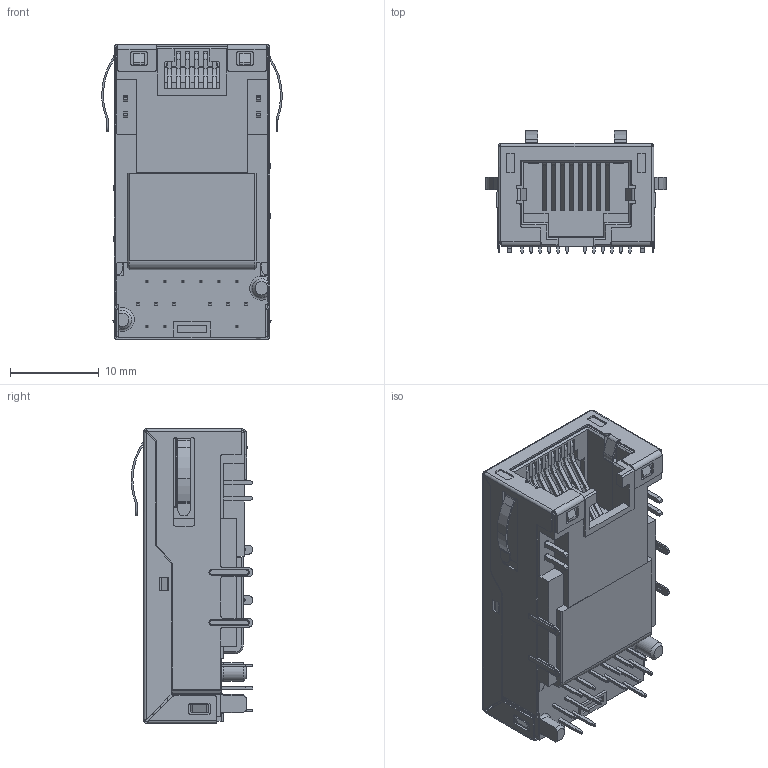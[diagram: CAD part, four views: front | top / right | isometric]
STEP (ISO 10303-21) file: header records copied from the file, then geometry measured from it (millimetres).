
FILE_DESCRIPTION((''),'2;1');
FILE_NAME('RJ_45-30817_ASM','2016-10-31T',('d29855'),(''),'CREO PARAMETRIC BY PTC INC, 2014500','CREO PARAMETRIC BY PTC INC, 2014500','');
FILE_SCHEMA(('CONFIG_CONTROL_DESIGN'));
Length unit declared in the file: millimetre
Products named in the file (1): RJ_45-30817_ASM
Bounding box: 20.41 x 13.76 x 33.27 mm (x, y, z)
Volume: 4995.6 mm3; surface area: 5392 mm2
Topology: 3 solids, 4 shells, 1362 faces, 3621 edges, 2285 vertices
Faces by surface type: plane 1018, cylinder 277, bspline 34, torus 26, cone 7
Entity records: 42768 total; most frequent: CARTESIAN_POINT 8705, ORIENTED_EDGE 7242, DIRECTION 6789, EDGE_CURVE 3621, VECTOR 2917, LINE 2917, VERTEX_POINT 2285, AXIS2_PLACEMENT_3D 1936
